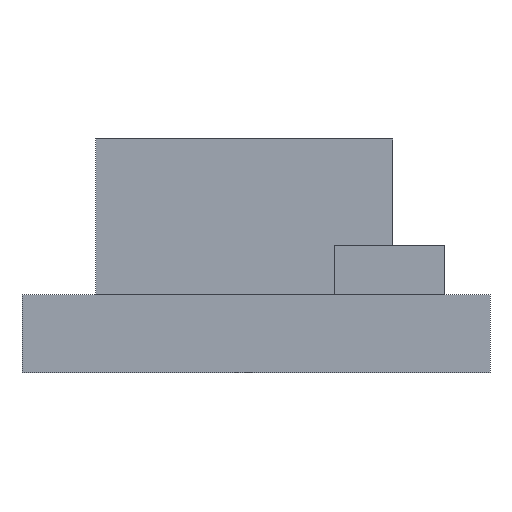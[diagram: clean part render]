
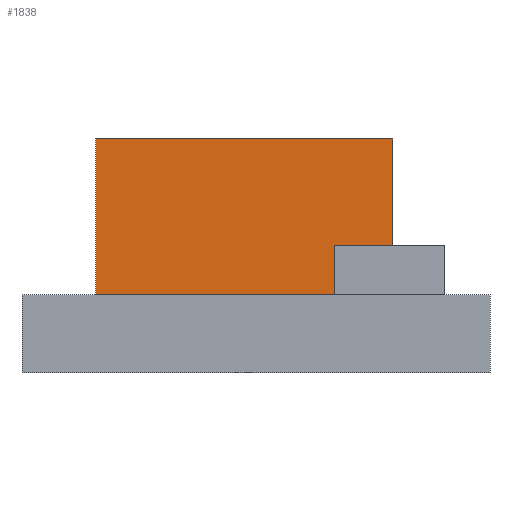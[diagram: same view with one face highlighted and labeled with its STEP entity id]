
A CAD part, front view. The second image highlights one B-rep face of the part: STEP entity #1838.
In plain terms, the highlighted planar face has unit normal (0, -1, 0).
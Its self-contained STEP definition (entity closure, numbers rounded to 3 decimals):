
#72 = PLANE('',#73);
#73 = AXIS2_PLACEMENT_3D('',#74,#75,#76);
#74 = CARTESIAN_POINT('',(3.81,6.35,1.27));
#75 = DIRECTION('',(0.,0.,1.));
#76 = DIRECTION('',(1.,0.,0.));
#540 = VERTEX_POINT('',#541);
#541 = CARTESIAN_POINT('',(5.088,1.965,1.27));
#555 = PLANE('',#556);
#556 = AXIS2_PLACEMENT_3D('',#557,#558,#559);
#557 = CARTESIAN_POINT('',(5.088,1.2,1.27));
#558 = DIRECTION('',(-1.,0.,0.));
#559 = DIRECTION('',(0.,1.,0.));
#567 = EDGE_CURVE('',#568,#540,#570,.T.);
#568 = VERTEX_POINT('',#569);
#569 = CARTESIAN_POINT('',(1.199,1.965,1.27));
#570 = SURFACE_CURVE('',#571,(#575,#582),.PCURVE_S1.);
#571 = LINE('',#572,#573);
#572 = CARTESIAN_POINT('',(1.199,1.965,1.27));
#573 = VECTOR('',#574,1.);
#574 = DIRECTION('',(1.,0.,0.));
#575 = PCURVE('',#72,#576);
#576 = DEFINITIONAL_REPRESENTATION('',(#577),#581);
#577 = LINE('',#578,#579);
#578 = CARTESIAN_POINT('',(-2.611,-4.385));
#579 = VECTOR('',#580,1.);
#580 = DIRECTION('',(1.,0.));
#581 = ( GEOMETRIC_REPRESENTATION_CONTEXT(2) 
PARAMETRIC_REPRESENTATION_CONTEXT() REPRESENTATION_CONTEXT('2D SPACE',''
  ) );
#582 = PCURVE('',#583,#588);
#583 = PLANE('',#584);
#584 = AXIS2_PLACEMENT_3D('',#585,#586,#587);
#585 = CARTESIAN_POINT('',(1.199,1.965,1.27));
#586 = DIRECTION('',(0.,1.,0.));
#587 = DIRECTION('',(1.,0.,0.));
#588 = DEFINITIONAL_REPRESENTATION('',(#589),#593);
#589 = LINE('',#590,#591);
#590 = CARTESIAN_POINT('',(0.,0.));
#591 = VECTOR('',#592,1.);
#592 = DIRECTION('',(1.,0.));
#593 = ( GEOMETRIC_REPRESENTATION_CONTEXT(2) 
PARAMETRIC_REPRESENTATION_CONTEXT() REPRESENTATION_CONTEXT('2D SPACE',''
  ) );
#611 = PLANE('',#612);
#612 = AXIS2_PLACEMENT_3D('',#613,#614,#615);
#613 = CARTESIAN_POINT('',(1.199,2.365,1.27));
#614 = DIRECTION('',(1.,0.,0.));
#615 = DIRECTION('',(0.,-1.,0.));
#1007 = PLANE('',#1008);
#1008 = AXIS2_PLACEMENT_3D('',#1009,#1010,#1011);
#1009 = CARTESIAN_POINT('',(5.986,6.499,2.07));
#1010 = DIRECTION('',(-0.,-0.,-1.));
#1011 = DIRECTION('',(-1.,0.,0.));
#1727 = PLANE('',#1728);
#1728 = AXIS2_PLACEMENT_3D('',#1729,#1730,#1731);
#1729 = CARTESIAN_POINT('',(6.039,1.965,1.27));
#1730 = DIRECTION('',(-1.,0.,0.));
#1731 = DIRECTION('',(0.,1.,0.));
#1755 = PLANE('',#1756);
#1756 = AXIS2_PLACEMENT_3D('',#1757,#1758,#1759);
#1757 = CARTESIAN_POINT('',(3.619,2.165,3.81));
#1758 = DIRECTION('',(0.,0.,1.));
#1759 = DIRECTION('',(1.,0.,0.));
#1795 = VERTEX_POINT('',#1796);
#1796 = CARTESIAN_POINT('',(1.199,1.965,3.81));
#1817 = EDGE_CURVE('',#568,#1795,#1818,.T.);
#1818 = SURFACE_CURVE('',#1819,(#1823,#1830),.PCURVE_S1.);
#1819 = LINE('',#1820,#1821);
#1820 = CARTESIAN_POINT('',(1.199,1.965,1.27));
#1821 = VECTOR('',#1822,1.);
#1822 = DIRECTION('',(0.,0.,1.));
#1823 = PCURVE('',#611,#1824);
#1824 = DEFINITIONAL_REPRESENTATION('',(#1825),#1829);
#1825 = LINE('',#1826,#1827);
#1826 = CARTESIAN_POINT('',(0.4,0.));
#1827 = VECTOR('',#1828,1.);
#1828 = DIRECTION('',(0.,-1.));
#1829 = ( GEOMETRIC_REPRESENTATION_CONTEXT(2) 
PARAMETRIC_REPRESENTATION_CONTEXT() REPRESENTATION_CONTEXT('2D SPACE',''
  ) );
#1830 = PCURVE('',#583,#1831);
#1831 = DEFINITIONAL_REPRESENTATION('',(#1832),#1836);
#1832 = LINE('',#1833,#1834);
#1833 = CARTESIAN_POINT('',(0.,0.));
#1834 = VECTOR('',#1835,1.);
#1835 = DIRECTION('',(0.,-1.));
#1836 = ( GEOMETRIC_REPRESENTATION_CONTEXT(2) 
PARAMETRIC_REPRESENTATION_CONTEXT() REPRESENTATION_CONTEXT('2D SPACE',''
  ) );
#1838 = ADVANCED_FACE('',(#1839),#583,.F.);
#1839 = FACE_BOUND('',#1840,.F.);
#1840 = EDGE_LOOP('',(#1841,#1842,#1843,#1866,#1889,#1912));
#1841 = ORIENTED_EDGE('',*,*,#567,.F.);
#1842 = ORIENTED_EDGE('',*,*,#1817,.T.);
#1843 = ORIENTED_EDGE('',*,*,#1844,.T.);
#1844 = EDGE_CURVE('',#1795,#1845,#1847,.T.);
#1845 = VERTEX_POINT('',#1846);
#1846 = CARTESIAN_POINT('',(6.039,1.965,3.81));
#1847 = SURFACE_CURVE('',#1848,(#1852,#1859),.PCURVE_S1.);
#1848 = LINE('',#1849,#1850);
#1849 = CARTESIAN_POINT('',(1.199,1.965,3.81));
#1850 = VECTOR('',#1851,1.);
#1851 = DIRECTION('',(1.,0.,0.));
#1852 = PCURVE('',#583,#1853);
#1853 = DEFINITIONAL_REPRESENTATION('',(#1854),#1858);
#1854 = LINE('',#1855,#1856);
#1855 = CARTESIAN_POINT('',(0.,-2.54));
#1856 = VECTOR('',#1857,1.);
#1857 = DIRECTION('',(1.,0.));
#1858 = ( GEOMETRIC_REPRESENTATION_CONTEXT(2) 
PARAMETRIC_REPRESENTATION_CONTEXT() REPRESENTATION_CONTEXT('2D SPACE',''
  ) );
#1859 = PCURVE('',#1755,#1860);
#1860 = DEFINITIONAL_REPRESENTATION('',(#1861),#1865);
#1861 = LINE('',#1862,#1863);
#1862 = CARTESIAN_POINT('',(-2.42,-0.2));
#1863 = VECTOR('',#1864,1.);
#1864 = DIRECTION('',(1.,0.));
#1865 = ( GEOMETRIC_REPRESENTATION_CONTEXT(2) 
PARAMETRIC_REPRESENTATION_CONTEXT() REPRESENTATION_CONTEXT('2D SPACE',''
  ) );
#1866 = ORIENTED_EDGE('',*,*,#1867,.F.);
#1867 = EDGE_CURVE('',#1868,#1845,#1870,.T.);
#1868 = VERTEX_POINT('',#1869);
#1869 = CARTESIAN_POINT('',(6.039,1.965,2.07));
#1870 = SURFACE_CURVE('',#1871,(#1875,#1882),.PCURVE_S1.);
#1871 = LINE('',#1872,#1873);
#1872 = CARTESIAN_POINT('',(6.039,1.965,1.27));
#1873 = VECTOR('',#1874,1.);
#1874 = DIRECTION('',(0.,0.,1.));
#1875 = PCURVE('',#583,#1876);
#1876 = DEFINITIONAL_REPRESENTATION('',(#1877),#1881);
#1877 = LINE('',#1878,#1879);
#1878 = CARTESIAN_POINT('',(4.84,0.));
#1879 = VECTOR('',#1880,1.);
#1880 = DIRECTION('',(0.,-1.));
#1881 = ( GEOMETRIC_REPRESENTATION_CONTEXT(2) 
PARAMETRIC_REPRESENTATION_CONTEXT() REPRESENTATION_CONTEXT('2D SPACE',''
  ) );
#1882 = PCURVE('',#1727,#1883);
#1883 = DEFINITIONAL_REPRESENTATION('',(#1884),#1888);
#1884 = LINE('',#1885,#1886);
#1885 = CARTESIAN_POINT('',(0.,0.));
#1886 = VECTOR('',#1887,1.);
#1887 = DIRECTION('',(0.,-1.));
#1888 = ( GEOMETRIC_REPRESENTATION_CONTEXT(2) 
PARAMETRIC_REPRESENTATION_CONTEXT() REPRESENTATION_CONTEXT('2D SPACE',''
  ) );
#1889 = ORIENTED_EDGE('',*,*,#1890,.T.);
#1890 = EDGE_CURVE('',#1868,#1891,#1893,.T.);
#1891 = VERTEX_POINT('',#1892);
#1892 = CARTESIAN_POINT('',(5.088,1.965,2.07));
#1893 = SURFACE_CURVE('',#1894,(#1898,#1905),.PCURVE_S1.);
#1894 = LINE('',#1895,#1896);
#1895 = CARTESIAN_POINT('',(3.592,1.965,2.07));
#1896 = VECTOR('',#1897,1.);
#1897 = DIRECTION('',(-1.,0.,0.));
#1898 = PCURVE('',#583,#1899);
#1899 = DEFINITIONAL_REPRESENTATION('',(#1900),#1904);
#1900 = LINE('',#1901,#1902);
#1901 = CARTESIAN_POINT('',(2.393,-0.8));
#1902 = VECTOR('',#1903,1.);
#1903 = DIRECTION('',(-1.,0.));
#1904 = ( GEOMETRIC_REPRESENTATION_CONTEXT(2) 
PARAMETRIC_REPRESENTATION_CONTEXT() REPRESENTATION_CONTEXT('2D SPACE',''
  ) );
#1905 = PCURVE('',#1007,#1906);
#1906 = DEFINITIONAL_REPRESENTATION('',(#1907),#1911);
#1907 = LINE('',#1908,#1909);
#1908 = CARTESIAN_POINT('',(2.393,-4.534));
#1909 = VECTOR('',#1910,1.);
#1910 = DIRECTION('',(1.,0.));
#1911 = ( GEOMETRIC_REPRESENTATION_CONTEXT(2) 
PARAMETRIC_REPRESENTATION_CONTEXT() REPRESENTATION_CONTEXT('2D SPACE',''
  ) );
#1912 = ORIENTED_EDGE('',*,*,#1913,.F.);
#1913 = EDGE_CURVE('',#540,#1891,#1914,.T.);
#1914 = SURFACE_CURVE('',#1915,(#1919,#1926),.PCURVE_S1.);
#1915 = LINE('',#1916,#1917);
#1916 = CARTESIAN_POINT('',(5.088,1.965,1.27));
#1917 = VECTOR('',#1918,1.);
#1918 = DIRECTION('',(0.,0.,1.));
#1919 = PCURVE('',#583,#1920);
#1920 = DEFINITIONAL_REPRESENTATION('',(#1921),#1925);
#1921 = LINE('',#1922,#1923);
#1922 = CARTESIAN_POINT('',(3.889,0.));
#1923 = VECTOR('',#1924,1.);
#1924 = DIRECTION('',(0.,-1.));
#1925 = ( GEOMETRIC_REPRESENTATION_CONTEXT(2) 
PARAMETRIC_REPRESENTATION_CONTEXT() REPRESENTATION_CONTEXT('2D SPACE',''
  ) );
#1926 = PCURVE('',#555,#1927);
#1927 = DEFINITIONAL_REPRESENTATION('',(#1928),#1932);
#1928 = LINE('',#1929,#1930);
#1929 = CARTESIAN_POINT('',(0.765,0.));
#1930 = VECTOR('',#1931,1.);
#1931 = DIRECTION('',(0.,-1.));
#1932 = ( GEOMETRIC_REPRESENTATION_CONTEXT(2) 
PARAMETRIC_REPRESENTATION_CONTEXT() REPRESENTATION_CONTEXT('2D SPACE',''
  ) );
